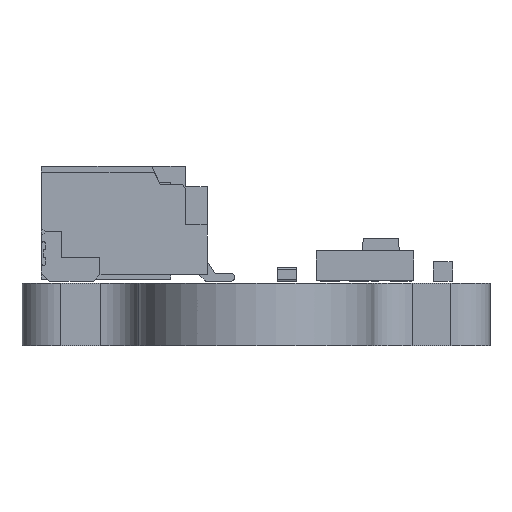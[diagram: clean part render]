
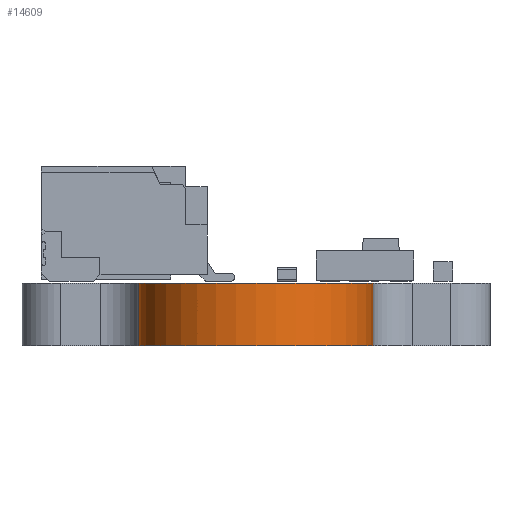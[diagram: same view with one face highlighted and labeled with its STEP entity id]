
A CAD part, left-side view. The second image highlights one B-rep face of the part: STEP entity #14609.
In plain terms, the highlighted cylindrical face has radius 3 mm (diameter 6 mm), a partial arc.
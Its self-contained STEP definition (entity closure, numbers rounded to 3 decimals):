
#13846 = VERTEX_POINT('',#13847);
#13847 = CARTESIAN_POINT('',(-12.5,3.,0.));
#13853 = EDGE_CURVE('',#13854,#13846,#13856,.T.);
#13854 = VERTEX_POINT('',#13855);
#13855 = CARTESIAN_POINT('',(-12.5,-3.,0.));
#13856 = CIRCLE('',#13857,3.);
#13857 = AXIS2_PLACEMENT_3D('',#13858,#13859,#13860);
#13858 = CARTESIAN_POINT('',(-12.5,0.,0.));
#13859 = DIRECTION('',(0.,0.,-1.));
#13860 = DIRECTION('',(0.,-1.,0.));
#14176 = VERTEX_POINT('',#14177);
#14177 = CARTESIAN_POINT('',(-12.5,3.,1.6));
#14183 = EDGE_CURVE('',#14184,#14176,#14186,.T.);
#14184 = VERTEX_POINT('',#14185);
#14185 = CARTESIAN_POINT('',(-12.5,-3.,1.6));
#14186 = CIRCLE('',#14187,3.);
#14187 = AXIS2_PLACEMENT_3D('',#14188,#14189,#14190);
#14188 = CARTESIAN_POINT('',(-12.5,0.,1.6));
#14189 = DIRECTION('',(0.,0.,-1.));
#14190 = DIRECTION('',(0.,-1.,0.));
#14579 = EDGE_CURVE('',#13846,#14176,#14580,.T.);
#14580 = LINE('',#14581,#14582);
#14581 = CARTESIAN_POINT('',(-12.5,3.,0.));
#14582 = VECTOR('',#14583,1.);
#14583 = DIRECTION('',(0.,0.,1.));
#14609 = ADVANCED_FACE('',(#14610),#14621,.T.);
#14610 = FACE_BOUND('',#14611,.T.);
#14611 = EDGE_LOOP('',(#14612,#14618,#14619,#14620));
#14612 = ORIENTED_EDGE('',*,*,#14613,.T.);
#14613 = EDGE_CURVE('',#13854,#14184,#14614,.T.);
#14614 = LINE('',#14615,#14616);
#14615 = CARTESIAN_POINT('',(-12.5,-3.,0.));
#14616 = VECTOR('',#14617,1.);
#14617 = DIRECTION('',(0.,0.,1.));
#14618 = ORIENTED_EDGE('',*,*,#14183,.T.);
#14619 = ORIENTED_EDGE('',*,*,#14579,.F.);
#14620 = ORIENTED_EDGE('',*,*,#13853,.F.);
#14621 = CYLINDRICAL_SURFACE('',#14622,3.);
#14622 = AXIS2_PLACEMENT_3D('',#14623,#14624,#14625);
#14623 = CARTESIAN_POINT('',(-12.5,0.,0.));
#14624 = DIRECTION('',(0.,0.,-1.));
#14625 = DIRECTION('',(0.,-1.,0.));
